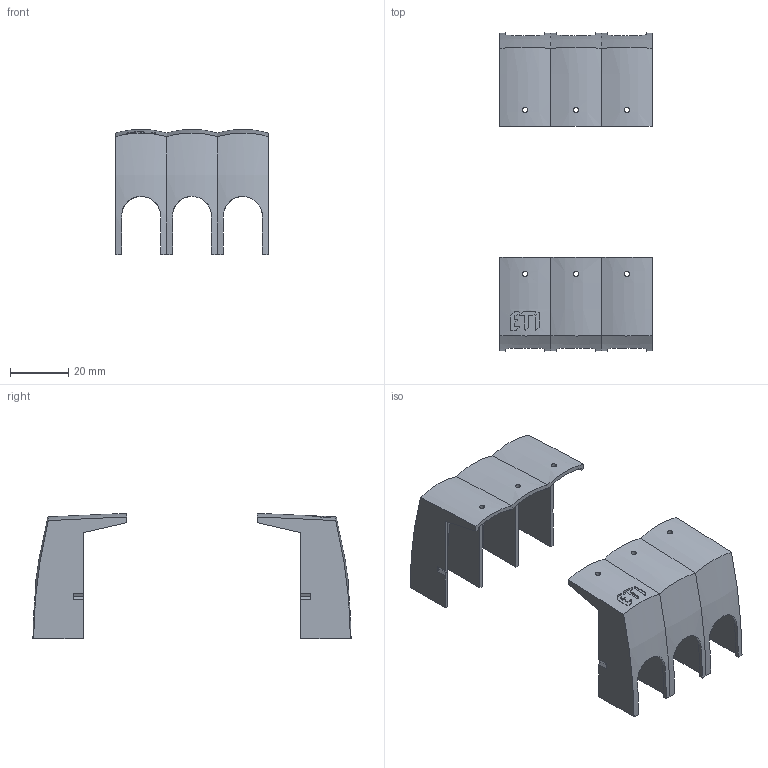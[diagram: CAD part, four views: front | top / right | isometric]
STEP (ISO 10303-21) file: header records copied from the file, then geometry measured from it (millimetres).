
FILE_DESCRIPTION((''),'2;1');
FILE_NAME('22943009_ASM','2021-09-20T',('marketing.praksa'),('Audax d.o.o.'),'CREO PARAMETRIC BY PTC INC, 2017480','CREO PARAMETRIC BY PTC INC, 2017480','');
FILE_SCHEMA(('AUTOMOTIVE_DESIGN { 1 0 10303 214 1 1 1 1 }'));
Length unit declared in the file: millimetre
Products named in the file (4): 22943009_01; 22943009_02; PRT7136; 22943009_ASM
Assembly tree (3 placements, depth 2):
  22943009_ASM
    22943009_01
    22943009_02
    PRT7136
Bounding box: 52.5 x 109.4 x 43.01 mm (x, y, z)
Volume: 13139.6 mm3; surface area: 21926.9 mm2
Topology: 5 solids, 5 shells, 213 faces, 678 edges, 478 vertices
Faces by surface type: plane 123, cylinder 66, torus 24
Entity records: 14538 total; most frequent: CARTESIAN_POINT 4738, ORIENTED_EDGE 1356, DIRECTION 1054, PRESENTATION_STYLE_ASSIGNMENT 896, STYLED_ITEM 896, CURVE_STYLE 678, EDGE_CURVE 678, VERTEX_POINT 478
